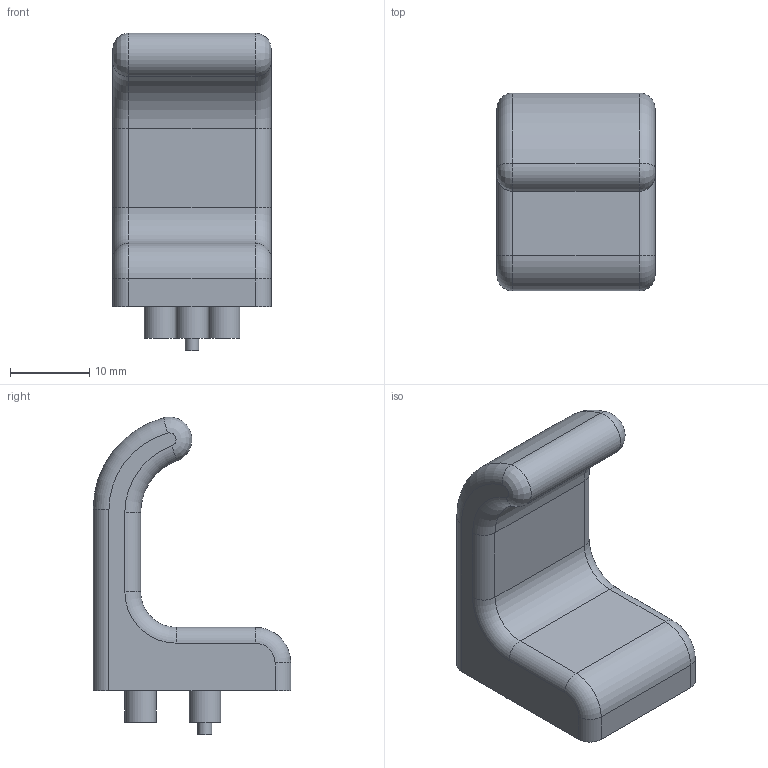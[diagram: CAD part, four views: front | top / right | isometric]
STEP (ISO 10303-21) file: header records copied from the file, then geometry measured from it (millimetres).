
FILE_DESCRIPTION(('FreeCAD Model'),'2;1');
FILE_NAME('Open CASCADE Shape Model','2021-07-02T19:16:53',('Author'),( ''),'Open CASCADE STEP processor 7.4','FreeCAD','Unknown');
FILE_SCHEMA(('AUTOMOTIVE_DESIGN_CC2 { 1 2 10303 214 -1 1 5 4 }'));
Length unit declared in the file: millimetre
Products named in the file (1): Body
Bounding box: 20 x 25 x 40.2 mm (x, y, z)
Volume: 7437 mm3; surface area: 3150 mm2
Topology: 1 solids, 1 shells, 42 faces, 86 edges, 52 vertices
Faces by surface type: cylinder 19, plane 13, torus 8, revolution 2
Full cylindrical faces by diameter (mm): 1.6 x2, 1.75 x1, 4 x3
Entity records: 1160 total; most frequent: DIRECTION 222, CARTESIAN_POINT 205, ORIENTED_EDGE 172, AXIS2_PLACEMENT_3D 93, EDGE_CURVE 86, VERTEX_POINT 52, CIRCLE 52, FACE_BOUND 48
